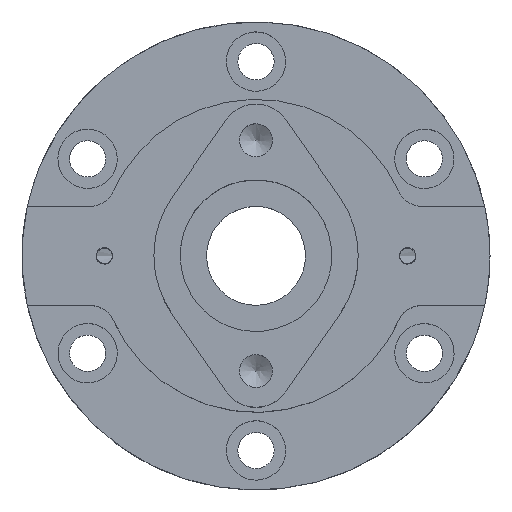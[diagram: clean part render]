
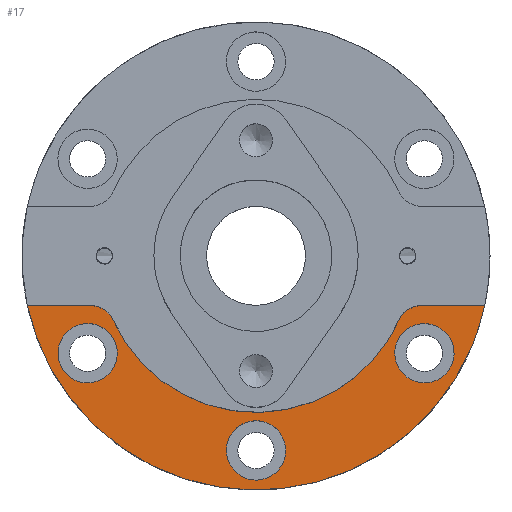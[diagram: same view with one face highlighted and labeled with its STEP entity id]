
A CAD part, top view. The second image highlights one B-rep face of the part: STEP entity #17.
In plain terms, the highlighted free-form (B-spline) face has degree [1, 1] with [2, 2] control points.
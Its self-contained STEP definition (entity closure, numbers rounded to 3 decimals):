
#17 = ADVANCED_FACE('',(#18,#68,#82,#96),#110,.T.);
#18 = FACE_BOUND('',#19,.T.);
#19 = EDGE_LOOP('',(#20,#29,#39,#46,#54,#62));
#20 = ORIENTED_EDGE('',*,*,#21,.F.);
#21 = EDGE_CURVE('',#22,#24,#26,.T.);
#22 = VERTEX_POINT('',#23);
#23 = CARTESIAN_POINT('',(-99.413,-21.488,
    25.785));
#24 = VERTEX_POINT('',#25);
#25 = CARTESIAN_POINT('',(-72.357,-21.488,
    25.785));
#26 = B_SPLINE_CURVE_WITH_KNOTS('',1,(#27,#28),.UNSPECIFIED.,.F.,.F.,(2,
    2),(0.,18.888),.PIECEWISE_BEZIER_KNOTS.);
#27 = CARTESIAN_POINT('',(-99.413,-21.488,
    25.785));
#28 = CARTESIAN_POINT('',(-72.357,-21.488,
    25.785));
#29 = ORIENTED_EDGE('',*,*,#30,.T.);
#30 = EDGE_CURVE('',#22,#31,#33,.T.);
#31 = VERTEX_POINT('',#32);
#32 = CARTESIAN_POINT('',(99.413,-21.488,
    25.785));
#33 = ( BOUNDED_CURVE() B_SPLINE_CURVE(2,(#34,#35,#36,#37,#38),
.UNSPECIFIED.,.F.,.F.) B_SPLINE_CURVE_WITH_KNOTS((3,2,3),(3.354
,4.712,6.07),.PIECEWISE_BEZIER_KNOTS.) CURVE() 
GEOMETRIC_REPRESENTATION_ITEM() RATIONAL_B_SPLINE_CURVE((1.,
0.778,1.,0.778,1.)) REPRESENTATION_ITEM('') );
#34 = CARTESIAN_POINT('',(-99.413,-21.488,
    25.785));
#35 = CARTESIAN_POINT('',(-82.074,-101.709,25.785
    ));
#36 = CARTESIAN_POINT('',(0.,-101.709,
    25.785));
#37 = CARTESIAN_POINT('',(82.074,-101.709,
    25.785));
#38 = CARTESIAN_POINT('',(99.413,-21.488,
    25.785));
#39 = ORIENTED_EDGE('',*,*,#40,.F.);
#40 = EDGE_CURVE('',#41,#31,#43,.T.);
#41 = VERTEX_POINT('',#42);
#42 = CARTESIAN_POINT('',(72.357,-21.488,
    25.785));
#43 = B_SPLINE_CURVE_WITH_KNOTS('',1,(#44,#45),.UNSPECIFIED.,.F.,.F.,(2,
    2),(5.441,24.328),.PIECEWISE_BEZIER_KNOTS.);
#44 = CARTESIAN_POINT('',(72.357,-21.488,
    25.785));
#45 = CARTESIAN_POINT('',(99.413,-21.488,
    25.785));
#46 = ORIENTED_EDGE('',*,*,#47,.T.);
#47 = EDGE_CURVE('',#41,#48,#50,.T.);
#48 = VERTEX_POINT('',#49);
#49 = CARTESIAN_POINT('',(61.927,-28.199,
    25.785));
#50 = ( BOUNDED_CURVE() B_SPLINE_CURVE(2,(#51,#52,#53),.UNSPECIFIED.,.F.
,.F.) B_SPLINE_CURVE_WITH_KNOTS((3,3),(3.142,4.285),
.PIECEWISE_BEZIER_KNOTS.) CURVE() GEOMETRIC_REPRESENTATION_ITEM() 
RATIONAL_B_SPLINE_CURVE((1.,0.841,1.)) REPRESENTATION_ITEM('') 
  );
#51 = CARTESIAN_POINT('',(72.357,-21.488,
    25.785));
#52 = CARTESIAN_POINT('',(64.983,-21.488,
    25.785));
#53 = CARTESIAN_POINT('',(61.927,-28.199,
    25.785));
#54 = ORIENTED_EDGE('',*,*,#55,.F.);
#55 = EDGE_CURVE('',#56,#48,#58,.T.);
#56 = VERTEX_POINT('',#57);
#57 = CARTESIAN_POINT('',(-61.927,-28.199,
    25.785));
#58 = ( BOUNDED_CURVE() B_SPLINE_CURVE(2,(#59,#60,#61),.UNSPECIFIED.,.F.
,.F.) B_SPLINE_CURVE_WITH_KNOTS((3,3),(3.569,5.856),
.PIECEWISE_BEZIER_KNOTS.) CURVE() GEOMETRIC_REPRESENTATION_ITEM() 
RATIONAL_B_SPLINE_CURVE((1.,0.414,1.)) REPRESENTATION_ITEM('') 
  );
#59 = CARTESIAN_POINT('',(-61.927,-28.199,
    25.785));
#60 = CARTESIAN_POINT('',(0.,-164.195,
    25.785));
#61 = CARTESIAN_POINT('',(61.927,-28.199,
    25.785));
#62 = ORIENTED_EDGE('',*,*,#63,.F.);
#63 = EDGE_CURVE('',#24,#56,#64,.T.);
#64 = ( BOUNDED_CURVE() B_SPLINE_CURVE(2,(#65,#66,#67),.UNSPECIFIED.,.F.
,.F.) B_SPLINE_CURVE_WITH_KNOTS((3,3),(3.142,4.285),
.PIECEWISE_BEZIER_KNOTS.) CURVE() GEOMETRIC_REPRESENTATION_ITEM() 
RATIONAL_B_SPLINE_CURVE((1.,0.841,1.)) REPRESENTATION_ITEM('') 
  );
#65 = CARTESIAN_POINT('',(-72.357,-21.488,
    25.785));
#66 = CARTESIAN_POINT('',(-64.983,-21.488,
    25.785));
#67 = CARTESIAN_POINT('',(-61.927,-28.199,
    25.785));
#68 = FACE_BOUND('',#69,.T.);
#69 = EDGE_LOOP('',(#70));
#70 = ORIENTED_EDGE('',*,*,#71,.F.);
#71 = EDGE_CURVE('',#72,#72,#74,.T.);
#72 = VERTEX_POINT('',#73);
#73 = CARTESIAN_POINT('',(-12.893,-84.519,
    25.785));
#74 = ( BOUNDED_CURVE() B_SPLINE_CURVE(2,(#75,#76,#77,#78,#79,#80,#81),
.UNSPECIFIED.,.T.,.F.) B_SPLINE_CURVE_WITH_KNOTS((1,2,2,2,2,1),(
    -2.094,0.,2.094,4.189,6.283,
8.378),.UNSPECIFIED.) CURVE() GEOMETRIC_REPRESENTATION_ITEM() 
RATIONAL_B_SPLINE_CURVE((1.,0.5,1.,0.5,1.,0.5,1.)) REPRESENTATION_ITEM(
  '') );
#75 = CARTESIAN_POINT('',(-12.893,-84.519,
    25.785));
#76 = CARTESIAN_POINT('',(-12.893,-106.85,
    25.785));
#77 = CARTESIAN_POINT('',(6.446,-95.684,25.785
    ));
#78 = CARTESIAN_POINT('',(25.785,-84.519,
    25.785));
#79 = CARTESIAN_POINT('',(6.446,-73.353,25.785
    ));
#80 = CARTESIAN_POINT('',(-12.893,-62.188,
    25.785));
#81 = CARTESIAN_POINT('',(-12.893,-84.519,
    25.785));
#82 = FACE_BOUND('',#83,.T.);
#83 = EDGE_LOOP('',(#84));
#84 = ORIENTED_EDGE('',*,*,#85,.F.);
#85 = EDGE_CURVE('',#86,#86,#88,.T.);
#86 = VERTEX_POINT('',#87);
#87 = CARTESIAN_POINT('',(-79.642,-31.094,
    25.785));
#88 = ( BOUNDED_CURVE() B_SPLINE_CURVE(2,(#89,#90,#91,#92,#93,#94,#95),
.UNSPECIFIED.,.T.,.F.) B_SPLINE_CURVE_WITH_KNOTS((1,2,2,2,2,1),(
    -2.094,0.,2.094,4.189,6.283,
8.378),.UNSPECIFIED.) CURVE() GEOMETRIC_REPRESENTATION_ITEM() 
RATIONAL_B_SPLINE_CURVE((1.,0.5,1.,0.5,1.,0.5,1.)) REPRESENTATION_ITEM(
  '') );
#89 = CARTESIAN_POINT('',(-79.642,-31.094,
    25.785));
#90 = CARTESIAN_POINT('',(-98.981,-42.259,
    25.785));
#91 = CARTESIAN_POINT('',(-79.642,-53.425,25.785
    ));
#92 = CARTESIAN_POINT('',(-60.303,-64.59,25.785
    ));
#93 = CARTESIAN_POINT('',(-60.303,-42.259,
    25.785));
#94 = CARTESIAN_POINT('',(-60.303,-19.929,
    25.785));
#95 = CARTESIAN_POINT('',(-79.642,-31.094,
    25.785));
#96 = FACE_BOUND('',#97,.T.);
#97 = EDGE_LOOP('',(#98));
#98 = ORIENTED_EDGE('',*,*,#99,.F.);
#99 = EDGE_CURVE('',#100,#100,#102,.T.);
#100 = VERTEX_POINT('',#101);
#101 = CARTESIAN_POINT('',(66.749,-53.425,
    25.785));
#102 = ( BOUNDED_CURVE() B_SPLINE_CURVE(2,(#103,#104,#105,#106,#107,#108
,#109),.UNSPECIFIED.,.T.,.F.) B_SPLINE_CURVE_WITH_KNOTS((1,2,2,2,2,1),(
    -2.094,0.,2.094,4.189,6.283,
8.378),.UNSPECIFIED.) CURVE() GEOMETRIC_REPRESENTATION_ITEM() 
RATIONAL_B_SPLINE_CURVE((1.,0.5,1.,0.5,1.,0.5,1.)) REPRESENTATION_ITEM(
  '') );
#103 = CARTESIAN_POINT('',(66.749,-53.425,
    25.785));
#104 = CARTESIAN_POINT('',(86.088,-64.59,
    25.785));
#105 = CARTESIAN_POINT('',(86.088,-42.259,
    25.785));
#106 = CARTESIAN_POINT('',(86.088,-19.929,
    25.785));
#107 = CARTESIAN_POINT('',(66.749,-31.094,
    25.785));
#108 = CARTESIAN_POINT('',(47.41,-42.259,
    25.785));
#109 = CARTESIAN_POINT('',(66.749,-53.425,
    25.785));
#110 = B_SPLINE_SURFACE_WITH_KNOTS('',1,1,(
    (#111,#112)
    ,(#113,#114
    )),.UNSPECIFIED.,.F.,.F.,.F.,(2,2),(2,2),(-69.397,
    69.397),(-71.,-15.),.PIECEWISE_BEZIER_KNOTS.);
#111 = CARTESIAN_POINT('',(-99.413,-101.709,
    25.785));
#112 = CARTESIAN_POINT('',(-99.413,-21.488,
    25.785));
#113 = CARTESIAN_POINT('',(99.413,-101.709,
    25.785));
#114 = CARTESIAN_POINT('',(99.413,-21.488,
    25.785));
